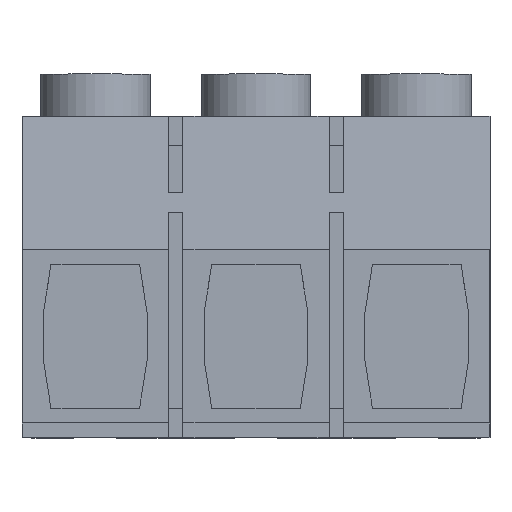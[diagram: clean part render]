
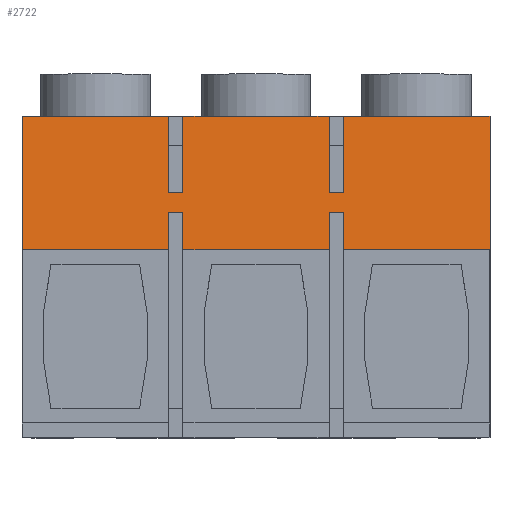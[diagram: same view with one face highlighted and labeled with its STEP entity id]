
A CAD part, top view. The second image highlights one B-rep face of the part: STEP entity #2722.
In plain terms, the highlighted planar face has unit normal (0, 0.122, 0.993).
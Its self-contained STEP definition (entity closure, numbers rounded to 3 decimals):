
#2590=AXIS2_PLACEMENT_3D('Plane Axis2P3D',#2587,#2588,#2589) ;
#581=CARTESIAN_POINT('Vertex',(15.24,10.692,20.43)) ;
#628=CARTESIAN_POINT('Vertex',(15.24,8.9,20.65)) ;
#631=CARTESIAN_POINT('Line Origine',(15.24,9.796,20.54)) ;
#680=CARTESIAN_POINT('Line Origine',(14.562,9.796,20.54)) ;
#684=CARTESIAN_POINT('Vertex',(14.562,10.692,20.43)) ;
#686=CARTESIAN_POINT('Vertex',(14.562,8.9,20.65)) ;
#794=CARTESIAN_POINT('Vertex',(7.62,10.692,20.43)) ;
#834=CARTESIAN_POINT('Vertex',(7.62,8.9,20.65)) ;
#837=CARTESIAN_POINT('Line Origine',(7.62,9.796,20.54)) ;
#886=CARTESIAN_POINT('Line Origine',(6.942,9.796,20.54)) ;
#890=CARTESIAN_POINT('Vertex',(6.942,10.692,20.43)) ;
#892=CARTESIAN_POINT('Vertex',(6.942,8.9,20.65)) ;
#997=CARTESIAN_POINT('Vertex',(0.,8.9,20.65)) ;
#1000=CARTESIAN_POINT('Line Origine',(0.,12.075,20.26)) ;
#1004=CARTESIAN_POINT('Vertex',(0.,15.25,19.87)) ;
#1402=CARTESIAN_POINT('Vertex',(22.182,15.25,19.87)) ;
#1405=CARTESIAN_POINT('Line Origine',(22.182,12.075,20.26)) ;
#1409=CARTESIAN_POINT('Vertex',(22.182,8.9,20.65)) ;
#2455=CARTESIAN_POINT('Line Origine',(14.901,10.692,20.43)) ;
#2574=CARTESIAN_POINT('Line Origine',(18.711,8.9,20.65)) ;
#2587=CARTESIAN_POINT('Axis2P3D Location',(-15.24,15.25,19.87)) ;
#2592=CARTESIAN_POINT('Line Origine',(15.24,13.427,20.094)) ;
#2596=CARTESIAN_POINT('Vertex',(15.24,15.25,19.87)) ;
#2598=CARTESIAN_POINT('Vertex',(15.24,11.604,20.318)) ;
#2601=CARTESIAN_POINT('Line Origine',(14.901,11.604,20.318)) ;
#2605=CARTESIAN_POINT('Vertex',(14.562,11.604,20.318)) ;
#2608=CARTESIAN_POINT('Line Origine',(14.562,13.427,20.094)) ;
#2612=CARTESIAN_POINT('Vertex',(14.562,15.25,19.87)) ;
#2615=CARTESIAN_POINT('Line Origine',(14.127,15.25,19.87)) ;
#2619=CARTESIAN_POINT('Vertex',(13.691,15.25,19.87)) ;
#2622=CARTESIAN_POINT('Line Origine',(11.091,15.25,19.87)) ;
#2626=CARTESIAN_POINT('Vertex',(8.491,15.25,19.87)) ;
#2629=CARTESIAN_POINT('Line Origine',(8.056,15.25,19.87)) ;
#2633=CARTESIAN_POINT('Vertex',(7.62,15.25,19.87)) ;
#2636=CARTESIAN_POINT('Line Origine',(7.62,13.427,20.094)) ;
#2640=CARTESIAN_POINT('Vertex',(7.62,11.604,20.318)) ;
#2643=CARTESIAN_POINT('Line Origine',(7.281,11.604,20.318)) ;
#2647=CARTESIAN_POINT('Vertex',(6.942,11.604,20.318)) ;
#2650=CARTESIAN_POINT('Line Origine',(6.942,13.427,20.094)) ;
#2654=CARTESIAN_POINT('Vertex',(6.942,15.25,19.87)) ;
#2657=CARTESIAN_POINT('Line Origine',(3.471,15.25,19.87)) ;
#2662=CARTESIAN_POINT('Line Origine',(3.471,8.9,20.65)) ;
#2667=CARTESIAN_POINT('Line Origine',(7.281,10.692,20.43)) ;
#2672=CARTESIAN_POINT('Line Origine',(8.056,8.9,20.65)) ;
#2676=CARTESIAN_POINT('Vertex',(8.491,8.9,20.65)) ;
#2679=CARTESIAN_POINT('Line Origine',(11.091,8.9,20.65)) ;
#2683=CARTESIAN_POINT('Vertex',(13.691,8.9,20.65)) ;
#2686=CARTESIAN_POINT('Line Origine',(14.127,8.9,20.65)) ;
#2691=CARTESIAN_POINT('Line Origine',(18.711,15.25,19.87)) ;
#632=DIRECTION('Vector Direction',(0.,-0.993,0.122)) ;
#681=DIRECTION('Vector Direction',(0.,-0.993,0.122)) ;
#838=DIRECTION('Vector Direction',(0.,-0.993,0.122)) ;
#887=DIRECTION('Vector Direction',(0.,-0.993,0.122)) ;
#1001=DIRECTION('Vector Direction',(0.,-0.993,0.122)) ;
#1406=DIRECTION('Vector Direction',(0.,-0.993,0.122)) ;
#2456=DIRECTION('Vector Direction',(1.,0.,0.)) ;
#2575=DIRECTION('Vector Direction',(1.,0.,0.)) ;
#2588=DIRECTION('Axis2P3D Direction',(-0.,0.122,0.993)) ;
#2589=DIRECTION('Axis2P3D XDirection',(0.,-0.993,0.122)) ;
#2593=DIRECTION('Vector Direction',(0.,-0.993,0.122)) ;
#2602=DIRECTION('Vector Direction',(1.,0.,0.)) ;
#2609=DIRECTION('Vector Direction',(0.,-0.993,0.122)) ;
#2616=DIRECTION('Vector Direction',(1.,0.,0.)) ;
#2623=DIRECTION('Vector Direction',(1.,0.,0.)) ;
#2630=DIRECTION('Vector Direction',(1.,0.,0.)) ;
#2637=DIRECTION('Vector Direction',(0.,-0.993,0.122)) ;
#2644=DIRECTION('Vector Direction',(1.,0.,0.)) ;
#2651=DIRECTION('Vector Direction',(0.,-0.993,0.122)) ;
#2658=DIRECTION('Vector Direction',(1.,0.,0.)) ;
#2663=DIRECTION('Vector Direction',(1.,0.,0.)) ;
#2668=DIRECTION('Vector Direction',(1.,0.,0.)) ;
#2673=DIRECTION('Vector Direction',(1.,0.,0.)) ;
#2680=DIRECTION('Vector Direction',(1.,0.,0.)) ;
#2687=DIRECTION('Vector Direction',(1.,0.,0.)) ;
#2692=DIRECTION('Vector Direction',(1.,0.,0.)) ;
#633=VECTOR('Line Direction',#632,1.) ;
#682=VECTOR('Line Direction',#681,1.) ;
#839=VECTOR('Line Direction',#838,1.) ;
#888=VECTOR('Line Direction',#887,1.) ;
#1002=VECTOR('Line Direction',#1001,1.) ;
#1407=VECTOR('Line Direction',#1406,1.) ;
#2457=VECTOR('Line Direction',#2456,1.) ;
#2576=VECTOR('Line Direction',#2575,1.) ;
#2594=VECTOR('Line Direction',#2593,1.) ;
#2603=VECTOR('Line Direction',#2602,1.) ;
#2610=VECTOR('Line Direction',#2609,1.) ;
#2617=VECTOR('Line Direction',#2616,1.) ;
#2624=VECTOR('Line Direction',#2623,1.) ;
#2631=VECTOR('Line Direction',#2630,1.) ;
#2638=VECTOR('Line Direction',#2637,1.) ;
#2645=VECTOR('Line Direction',#2644,1.) ;
#2652=VECTOR('Line Direction',#2651,1.) ;
#2659=VECTOR('Line Direction',#2658,1.) ;
#2664=VECTOR('Line Direction',#2663,1.) ;
#2669=VECTOR('Line Direction',#2668,1.) ;
#2674=VECTOR('Line Direction',#2673,1.) ;
#2681=VECTOR('Line Direction',#2680,1.) ;
#2688=VECTOR('Line Direction',#2687,1.) ;
#2693=VECTOR('Line Direction',#2692,1.) ;
#2697=ORIENTED_EDGE('',*,*,#2600,.T.) ;
#2698=ORIENTED_EDGE('',*,*,#2607,.F.) ;
#2699=ORIENTED_EDGE('',*,*,#2614,.F.) ;
#2700=ORIENTED_EDGE('',*,*,#2621,.F.) ;
#2701=ORIENTED_EDGE('',*,*,#2628,.F.) ;
#2702=ORIENTED_EDGE('',*,*,#2635,.F.) ;
#2703=ORIENTED_EDGE('',*,*,#2642,.T.) ;
#2704=ORIENTED_EDGE('',*,*,#2649,.F.) ;
#2705=ORIENTED_EDGE('',*,*,#2656,.F.) ;
#2706=ORIENTED_EDGE('',*,*,#2661,.F.) ;
#2707=ORIENTED_EDGE('',*,*,#1006,.F.) ;
#2708=ORIENTED_EDGE('',*,*,#2666,.T.) ;
#2709=ORIENTED_EDGE('',*,*,#894,.F.) ;
#2710=ORIENTED_EDGE('',*,*,#2671,.T.) ;
#2711=ORIENTED_EDGE('',*,*,#841,.T.) ;
#2712=ORIENTED_EDGE('',*,*,#2678,.T.) ;
#2713=ORIENTED_EDGE('',*,*,#2685,.T.) ;
#2714=ORIENTED_EDGE('',*,*,#2690,.T.) ;
#2715=ORIENTED_EDGE('',*,*,#688,.F.) ;
#2716=ORIENTED_EDGE('',*,*,#2459,.T.) ;
#2717=ORIENTED_EDGE('',*,*,#635,.T.) ;
#2718=ORIENTED_EDGE('',*,*,#2578,.T.) ;
#2719=ORIENTED_EDGE('',*,*,#1411,.T.) ;
#2720=ORIENTED_EDGE('',*,*,#2695,.F.) ;
#2722=ADVANCED_FACE('HOUSING',(#2721),#2591,.T.) ;
#635=EDGE_CURVE('',#582,#629,#634,.T.) ;
#688=EDGE_CURVE('',#685,#687,#683,.T.) ;
#841=EDGE_CURVE('',#795,#835,#840,.T.) ;
#894=EDGE_CURVE('',#891,#893,#889,.T.) ;
#1006=EDGE_CURVE('',#998,#1005,#1003,.F.) ;
#1411=EDGE_CURVE('',#1410,#1403,#1408,.F.) ;
#2459=EDGE_CURVE('',#685,#582,#2458,.T.) ;
#2578=EDGE_CURVE('',#629,#1410,#2577,.T.) ;
#2600=EDGE_CURVE('',#2597,#2599,#2595,.T.) ;
#2607=EDGE_CURVE('',#2606,#2599,#2604,.T.) ;
#2614=EDGE_CURVE('',#2613,#2606,#2611,.T.) ;
#2621=EDGE_CURVE('',#2620,#2613,#2618,.T.) ;
#2628=EDGE_CURVE('',#2627,#2620,#2625,.T.) ;
#2635=EDGE_CURVE('',#2634,#2627,#2632,.T.) ;
#2642=EDGE_CURVE('',#2634,#2641,#2639,.T.) ;
#2649=EDGE_CURVE('',#2648,#2641,#2646,.T.) ;
#2656=EDGE_CURVE('',#2655,#2648,#2653,.T.) ;
#2661=EDGE_CURVE('',#1005,#2655,#2660,.T.) ;
#2666=EDGE_CURVE('',#998,#893,#2665,.T.) ;
#2671=EDGE_CURVE('',#891,#795,#2670,.T.) ;
#2678=EDGE_CURVE('',#835,#2677,#2675,.T.) ;
#2685=EDGE_CURVE('',#2677,#2684,#2682,.T.) ;
#2690=EDGE_CURVE('',#2684,#687,#2689,.T.) ;
#2695=EDGE_CURVE('',#2597,#1403,#2694,.T.) ;
#2696=EDGE_LOOP('',(#2697,#2698,#2699,#2700,#2701,#2702,#2703,#2704,#2705,#2706,#2707,#2708,#2709,#2710,#2711,#2712,#2713,#2714,#2715,#2716,#2717,#2718,#2719,#2720)) ;
#2721=FACE_OUTER_BOUND('',#2696,.T.) ;
#634=LINE('Line',#631,#633) ;
#683=LINE('Line',#680,#682) ;
#840=LINE('Line',#837,#839) ;
#889=LINE('Line',#886,#888) ;
#1003=LINE('Line',#1000,#1002) ;
#1408=LINE('Line',#1405,#1407) ;
#2458=LINE('Line',#2455,#2457) ;
#2577=LINE('Line',#2574,#2576) ;
#2595=LINE('Line',#2592,#2594) ;
#2604=LINE('Line',#2601,#2603) ;
#2611=LINE('Line',#2608,#2610) ;
#2618=LINE('Line',#2615,#2617) ;
#2625=LINE('Line',#2622,#2624) ;
#2632=LINE('Line',#2629,#2631) ;
#2639=LINE('Line',#2636,#2638) ;
#2646=LINE('Line',#2643,#2645) ;
#2653=LINE('Line',#2650,#2652) ;
#2660=LINE('Line',#2657,#2659) ;
#2665=LINE('Line',#2662,#2664) ;
#2670=LINE('Line',#2667,#2669) ;
#2675=LINE('Line',#2672,#2674) ;
#2682=LINE('Line',#2679,#2681) ;
#2689=LINE('Line',#2686,#2688) ;
#2694=LINE('Line',#2691,#2693) ;
#2591=PLANE('',#2590) ;
#582=VERTEX_POINT('',#581) ;
#629=VERTEX_POINT('',#628) ;
#685=VERTEX_POINT('',#684) ;
#687=VERTEX_POINT('',#686) ;
#795=VERTEX_POINT('',#794) ;
#835=VERTEX_POINT('',#834) ;
#891=VERTEX_POINT('',#890) ;
#893=VERTEX_POINT('',#892) ;
#998=VERTEX_POINT('',#997) ;
#1005=VERTEX_POINT('',#1004) ;
#1403=VERTEX_POINT('',#1402) ;
#1410=VERTEX_POINT('',#1409) ;
#2597=VERTEX_POINT('',#2596) ;
#2599=VERTEX_POINT('',#2598) ;
#2606=VERTEX_POINT('',#2605) ;
#2613=VERTEX_POINT('',#2612) ;
#2620=VERTEX_POINT('',#2619) ;
#2627=VERTEX_POINT('',#2626) ;
#2634=VERTEX_POINT('',#2633) ;
#2641=VERTEX_POINT('',#2640) ;
#2648=VERTEX_POINT('',#2647) ;
#2655=VERTEX_POINT('',#2654) ;
#2677=VERTEX_POINT('',#2676) ;
#2684=VERTEX_POINT('',#2683) ;
